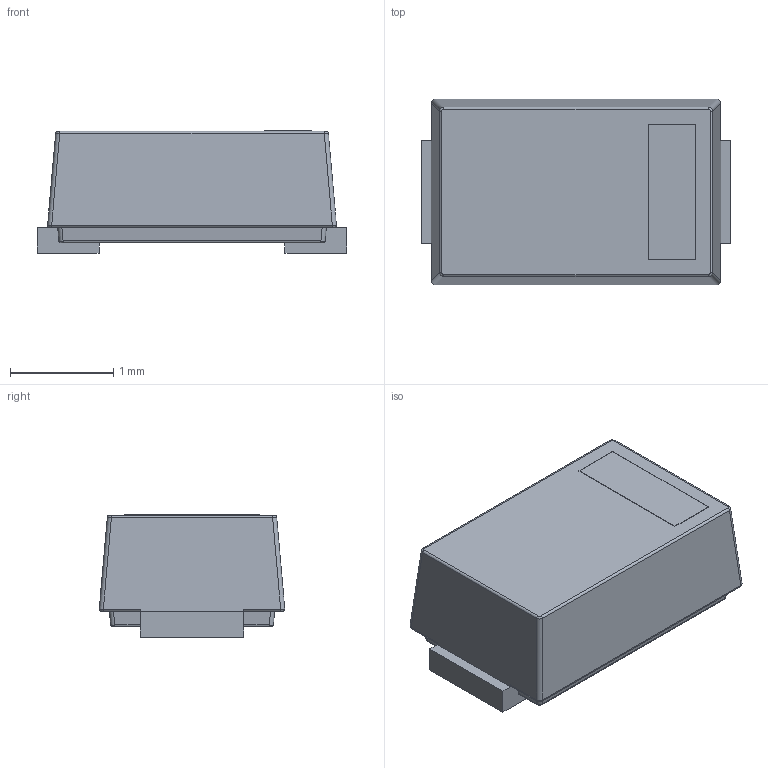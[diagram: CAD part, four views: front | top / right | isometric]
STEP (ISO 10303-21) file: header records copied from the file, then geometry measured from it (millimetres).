
FILE_DESCRIPTION(/* description */ (''),/* implementation_level */ '2;1');
FILE_NAME(/* name */ 'Vishay - SMF.step',/* time_stamp */ '2019-12-01T14:54:28+00:00',/* author */ (''),/* organization */ (''),/* preprocessor_version */ 'ST-DEVELOPER v18',/* originating_system */ 'Autodesk Translation Framework v8.12.0.6',/* authorisation */ '');
FILE_SCHEMA (('AUTOMOTIVE_DESIGN { 1 0 10303 214 3 1 1 }'));
Length unit declared in the file: millimetre
Products named in the file (1): Vishay - SMF
Bounding box: 3 x 1.8 x 1.19 mm (x, y, z)
Volume: 5.1 mm3; surface area: 19.7 mm2
Topology: 1 solids, 1 shells, 67 faces, 168 edges, 104 vertices
Faces by surface type: plane 31, cylinder 24, bspline 12
Entity records: 2309 total; most frequent: CARTESIAN_POINT 628, DIRECTION 340, ORIENTED_EDGE 336, EDGE_CURVE 168, AXIS2_PLACEMENT_3D 116, LINE 108, VECTOR 108, VERTEX_POINT 104
